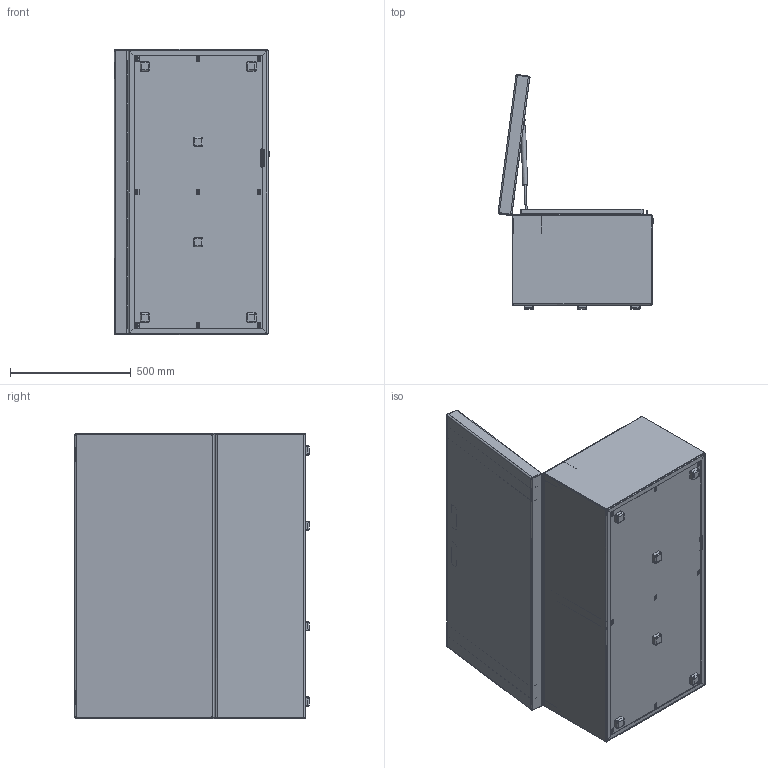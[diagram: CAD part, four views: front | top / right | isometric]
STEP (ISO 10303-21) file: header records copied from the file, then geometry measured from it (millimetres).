
FILE_DESCRIPTION (( 'STEP AP203' ), '1' );
FILE_NAME ('STB120_.STEP', '2021-01-11T07:38:21', ( '' ), ( '' ), 'SwSTEP 2.0', 'SolidWorks 2020', '' );
FILE_SCHEMA (( 'CONFIG_CONTROL_DESIGN' ));
Length unit declared in the file: millimetre
Products named in the file (41): STB120_ Deksel asm; 8980203; STB120_  Bottom 2; STB120 Hinge_3280 Part 1; STB120_ Connection gasspring 2; kogelgewricht-98510; STB120_; B7010; 0806_asm; STB120_  strip; STB120 Hinge 3280; STB120_ Connection gasspring 3L; 9102604; STB120_  Side plate; B2146; STB120_ base asm; kogelgewricht-98510-2; B4093; STB120_ Connection gasspring 3R; STB120_  reinforcement strip; STB120_ Lock cover; STB120_  Reinforcement 2 strip; STB120_  Deksel; STB120_  Side plate back; Gasveer 588437; Gasveer 588437-2; Gasveer 588437-1; B1081; STB120 Hinge_3280 Part 2; STB120_ Connection gasspring; B6008; STB120_ Lock Lip special; STB120_  Side plate 3; kogelgewricht-98510-1; STB120_  Feet; B4091; STB120_  reinforcement 3 strip
Assembly tree (54 placements, depth 4):
  STB120_
    STB120_ base asm
      STB120_  Side plate 3
      STB120_  Side plate  x2
      STB120_  Side plate back
      STB120_  Feet  x6
      STB120_  Bottom 2
      STB120_ Lock cover
      STB120_ Connection gasspring
      STB120_ Connection gasspring 2
      STB120_  reinforcement strip
      STB120_  reinforcement 3 strip
    STB120_ Deksel asm
      STB120_  Deksel
      STB120_  strip
      STB120_  Reinforcement 2 strip
      STB120_ Connection gasspring 3R
      STB120_ Connection gasspring 3L
    STB120_ Lock Lip special
    0806_asm
      B1081
      B2146
      B7010
      9102604
      B6008
      B4093
      B4091
      8980203
    Gasveer 588437
      Gasveer 588437-1
      Gasveer 588437-2
      kogelgewricht-98510
        kogelgewricht-98510-1
        kogelgewricht-98510-2
      kogelgewricht-98510
        kogelgewricht-98510-1
        kogelgewricht-98510-2
    Gasveer 588437
      Gasveer 588437-1
      Gasveer 588437-2
      kogelgewricht-98510
        kogelgewricht-98510-1
        kogelgewricht-98510-2
      kogelgewricht-98510
        kogelgewricht-98510-1
        kogelgewricht-98510-2
    STB120 Hinge 3280
      STB120 Hinge_3280 Part 1
      STB120 Hinge_3280 Part 2
Bounding box: 644.57 x 969.75 x 1180 mm (x, y, z)
Volume: 10946934.3 mm3; surface area: 7426282.5 mm2
Topology: 42 solids, 46 shells, 2112 faces, 5378 edges, 3345 vertices
Faces by surface type: plane 1210, cylinder 580, bspline 166, cone 128, torus 16, sphere 12
Entity records: 67391 total; most frequent: CARTESIAN_POINT 18340, ORIENTED_EDGE 9350, DIRECTION 8948, EDGE_CURVE 4679, VECTOR 3268, LINE 3268, VERTEX_POINT 2957, AXIS2_PLACEMENT_3D 2840
